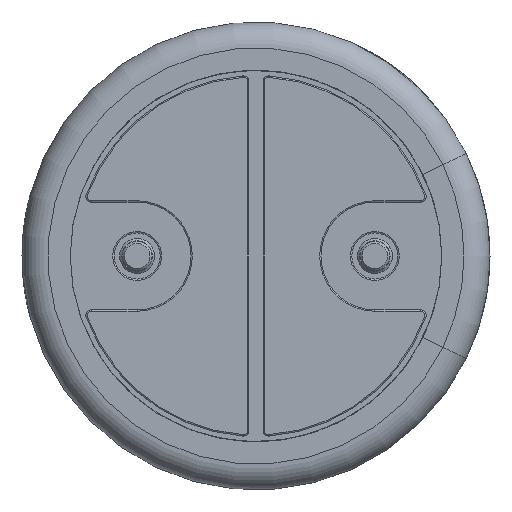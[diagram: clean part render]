
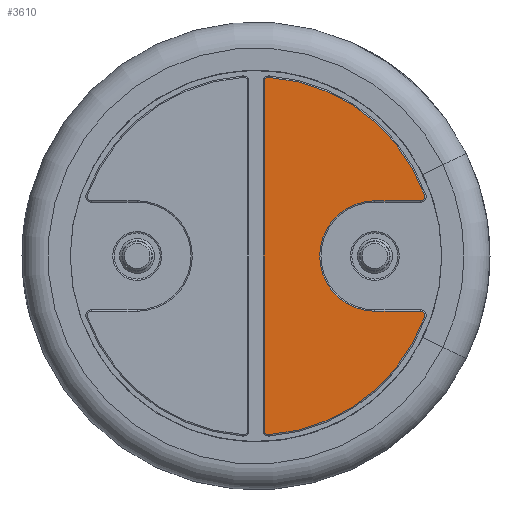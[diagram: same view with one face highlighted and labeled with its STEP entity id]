
A CAD part, front view. The second image highlights one B-rep face of the part: STEP entity #3610.
In plain terms, the highlighted planar face has unit normal (0, -1, 0).
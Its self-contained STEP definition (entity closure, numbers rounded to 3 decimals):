
#20=PLANE('',#3910);
#199=CIRCLE('',#3875,0.057);
#202=CIRCLE('',#3880,0.057);
#205=CIRCLE('',#3884,2.412);
#208=CIRCLE('',#3888,0.057);
#212=CIRCLE('',#3894,0.743);
#216=CIRCLE('',#3900,0.057);
#218=CIRCLE('',#3903,2.412);
#405=FACE_OUTER_BOUND('',#584,.T.);
#584=EDGE_LOOP('',(#2895,#2896,#2897,#2898,#2899,#2900,#2901,#2902,#2903,
#2904));
#751=LINE('',#6971,#908);
#753=LINE('',#6995,#910);
#755=LINE('',#7007,#912);
#908=VECTOR('',#4487,10.);
#910=VECTOR('',#4517,10.);
#912=VECTOR('',#4531,10.);
#1508=VERTEX_POINT('',#6959);
#1511=VERTEX_POINT('',#6964);
#1513=VERTEX_POINT('',#6969);
#1515=VERTEX_POINT('',#6975);
#1517=VERTEX_POINT('',#6981);
#1519=VERTEX_POINT('',#6987);
#1521=VERTEX_POINT('',#6993);
#1523=VERTEX_POINT('',#6999);
#1525=VERTEX_POINT('',#7005);
#1527=VERTEX_POINT('',#7011);
#1979=EDGE_CURVE('',#1511,#1508,#199,.T.);
#1981=EDGE_CURVE('',#1513,#1511,#751,.T.);
#1984=EDGE_CURVE('',#1515,#1513,#202,.T.);
#1987=EDGE_CURVE('',#1517,#1515,#205,.T.);
#1990=EDGE_CURVE('',#1519,#1517,#208,.T.);
#1993=EDGE_CURVE('',#1521,#1519,#753,.T.);
#1996=EDGE_CURVE('',#1523,#1521,#212,.T.);
#1999=EDGE_CURVE('',#1525,#1523,#755,.T.);
#2002=EDGE_CURVE('',#1527,#1525,#216,.T.);
#2004=EDGE_CURVE('',#1508,#1527,#218,.T.);
#2895=ORIENTED_EDGE('',*,*,#1979,.F.);
#2896=ORIENTED_EDGE('',*,*,#1981,.F.);
#2897=ORIENTED_EDGE('',*,*,#1984,.F.);
#2898=ORIENTED_EDGE('',*,*,#1987,.F.);
#2899=ORIENTED_EDGE('',*,*,#1990,.F.);
#2900=ORIENTED_EDGE('',*,*,#1993,.F.);
#2901=ORIENTED_EDGE('',*,*,#1996,.F.);
#2902=ORIENTED_EDGE('',*,*,#1999,.F.);
#2903=ORIENTED_EDGE('',*,*,#2002,.F.);
#2904=ORIENTED_EDGE('',*,*,#2004,.F.);
#3610=ADVANCED_FACE('',(#405),#20,.F.);
#3875=AXIS2_PLACEMENT_3D('',#6966,#4481,#4482);
#3880=AXIS2_PLACEMENT_3D('',#6977,#4493,#4494);
#3884=AXIS2_PLACEMENT_3D('',#6983,#4501,#4502);
#3888=AXIS2_PLACEMENT_3D('',#6989,#4509,#4510);
#3894=AXIS2_PLACEMENT_3D('',#7001,#4523,#4524);
#3900=AXIS2_PLACEMENT_3D('',#7013,#4537,#4538);
#3903=AXIS2_PLACEMENT_3D('',#7016,#4543,#4544);
#3910=AXIS2_PLACEMENT_3D('',#7029,#4563,#4564);
#4481=DIRECTION('center_axis',(0.,1.,0.));
#4482=DIRECTION('ref_axis',(-0.681,0.,0.732));
#4487=DIRECTION('',(0.,0.,1.));
#4493=DIRECTION('center_axis',(0.,1.,0.));
#4494=DIRECTION('ref_axis',(-0.681,0.,-0.732));
#4501=DIRECTION('center_axis',(0.,1.,0.));
#4502=DIRECTION('ref_axis',(0.604,0.,-0.797));
#4509=DIRECTION('center_axis',(0.,1.,0.));
#4510=DIRECTION('ref_axis',(0.818,0.,0.575));
#4517=DIRECTION('',(1.,0.,0.));
#4523=DIRECTION('center_axis',(0.,-1.,0.));
#4524=DIRECTION('ref_axis',(-1.,0.,0.));
#4531=DIRECTION('',(-1.,0.,0.));
#4537=DIRECTION('center_axis',(0.,1.,0.));
#4538=DIRECTION('ref_axis',(0.818,0.,-0.575));
#4543=DIRECTION('center_axis',(0.,1.,0.));
#4544=DIRECTION('ref_axis',(0.604,0.,0.797));
#4563=DIRECTION('center_axis',(0.,1.,0.));
#4564=DIRECTION('ref_axis',(0.,0.,1.));
#6959=CARTESIAN_POINT('',(0.174,-0.05,2.406));
#6964=CARTESIAN_POINT('',(0.113,-0.05,2.349));
#6966=CARTESIAN_POINT('Origin',(0.17,-0.05,2.349));
#6969=CARTESIAN_POINT('',(0.113,-0.05,-2.349));
#6971=CARTESIAN_POINT('',(0.113,-0.05,1.174));
#6975=CARTESIAN_POINT('',(0.174,-0.05,-2.406));
#6977=CARTESIAN_POINT('Origin',(0.17,-0.05,-2.349));
#6981=CARTESIAN_POINT('',(2.269,-0.05,-0.819));
#6983=CARTESIAN_POINT('Origin',(0.,-0.05,0.));
#6987=CARTESIAN_POINT('',(2.215,-0.05,-0.743));
#6989=CARTESIAN_POINT('Origin',(2.215,-0.05,-0.8));
#6993=CARTESIAN_POINT('',(1.6,-0.05,-0.743));
#6995=CARTESIAN_POINT('',(1.704,-0.05,-0.743));
#6999=CARTESIAN_POINT('',(1.6,-0.05,0.743));
#7001=CARTESIAN_POINT('Origin',(1.6,-0.05,0.));
#7005=CARTESIAN_POINT('',(2.215,-0.05,0.743));
#7007=CARTESIAN_POINT('',(1.396,-0.05,0.743));
#7011=CARTESIAN_POINT('',(2.269,-0.05,0.819));
#7013=CARTESIAN_POINT('Origin',(2.215,-0.05,0.8));
#7016=CARTESIAN_POINT('Origin',(0.,-0.05,0.));
#7029=CARTESIAN_POINT('Origin',(1.192,-0.05,0.));
